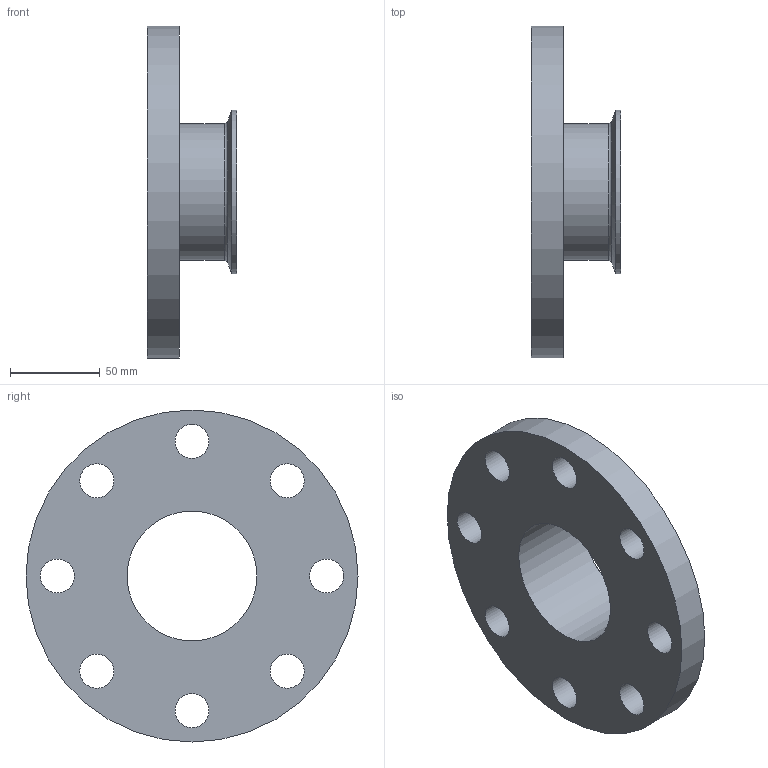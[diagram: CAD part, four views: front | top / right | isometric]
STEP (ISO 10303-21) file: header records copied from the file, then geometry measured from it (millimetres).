
FILE_DESCRIPTION(/* description */ (''),/* implementation_level */ '2;1');
FILE_NAME(/* name */ 'F-ADAPTER-C 30×3B.stp',/* time_stamp */ '2022-04-13T15:38:44+09:00',/* author */ ('3dcad-eng'),/* organization */ (''),/* preprocessor_version */ 'ST-DEVELOPER v18.1',/* originating_system */ 'Autodesk Inventor 2022',/* authorisation */ '');
FILE_SCHEMA (('AUTOMOTIVE_DESIGN { 1 0 10303 214 3 1 1 }'));
Length unit declared in the file: millimetre
Products named in the file (1): F-ADAPTER-C 30×3B
Bounding box: 50 x 185 x 185 mm (x, y, z)
Volume: 391231.6 mm3; surface area: 82854.7 mm2
Topology: 1 solids, 1 shells, 24 faces, 58 edges, 38 vertices
Faces by surface type: cylinder 12, torus 5, plane 4, cone 3
Full cylindrical faces by diameter (mm): 19 x8, 72.3 x1, 76.3 x1, 91 x1, 185 x1
Entity records: 806 total; most frequent: DIRECTION 151, CARTESIAN_POINT 121, ORIENTED_EDGE 116, AXIS2_PLACEMENT_3D 68, EDGE_CURVE 58, EDGE_LOOP 44, CIRCLE 43, VERTEX_POINT 38
